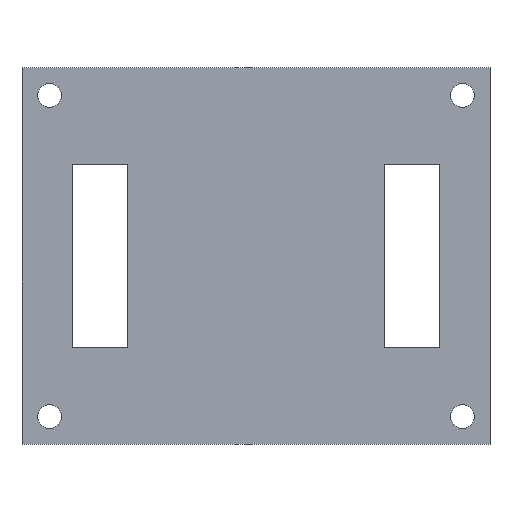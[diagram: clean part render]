
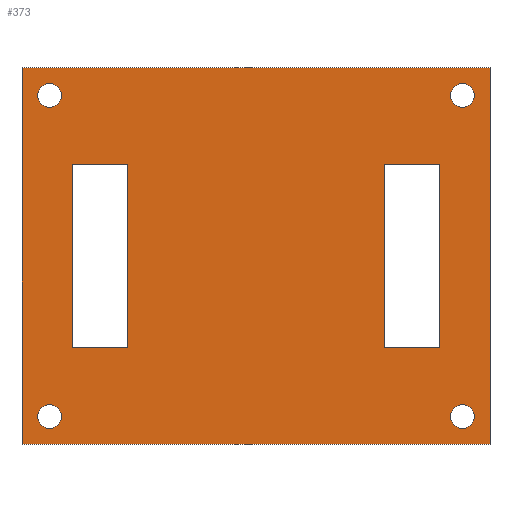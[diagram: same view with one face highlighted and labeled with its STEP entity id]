
A CAD part, top view. The second image highlights one B-rep face of the part: STEP entity #373.
In plain terms, the highlighted planar face has unit normal (0, 0, 1).
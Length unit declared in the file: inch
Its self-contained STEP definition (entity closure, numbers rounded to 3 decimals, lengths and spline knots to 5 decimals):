
#15=FACE_BOUND('',#74,.T.);
#16=FACE_BOUND('',#75,.T.);
#17=FACE_BOUND('',#76,.T.);
#18=FACE_BOUND('',#77,.T.);
#19=FACE_BOUND('',#78,.T.);
#20=FACE_BOUND('',#79,.T.);
#27=CIRCLE('',#398,0.065);
#29=CIRCLE('',#401,0.065);
#31=CIRCLE('',#404,0.065);
#33=CIRCLE('',#407,0.065);
#55=FACE_OUTER_BOUND('',#73,.T.);
#73=EDGE_LOOP('',(#311,#312,#313,#314));
#74=EDGE_LOOP('',(#315));
#75=EDGE_LOOP('',(#316));
#76=EDGE_LOOP('',(#317));
#77=EDGE_LOOP('',(#318));
#78=EDGE_LOOP('',(#319,#320,#321,#322));
#79=EDGE_LOOP('',(#323,#324,#325,#326));
#89=LINE('',#517,#129);
#92=LINE('',#523,#132);
#95=LINE('',#529,#135);
#98=LINE('',#533,#138);
#101=LINE('',#541,#141);
#104=LINE('',#547,#144);
#107=LINE('',#553,#147);
#110=LINE('',#557,#150);
#117=LINE('',#589,#157);
#120=LINE('',#595,#160);
#123=LINE('',#601,#163);
#126=LINE('',#605,#166);
#129=VECTOR('',#421,0.3937);
#132=VECTOR('',#426,0.3937);
#135=VECTOR('',#431,0.3937);
#138=VECTOR('',#436,0.3937);
#141=VECTOR('',#441,0.3937);
#144=VECTOR('',#446,0.3937);
#147=VECTOR('',#451,0.3937);
#150=VECTOR('',#456,0.3937);
#157=VECTOR('',#489,0.3937);
#160=VECTOR('',#494,0.3937);
#163=VECTOR('',#499,0.3937);
#166=VECTOR('',#504,0.3937);
#169=VERTEX_POINT('',#514);
#170=VERTEX_POINT('',#516);
#172=VERTEX_POINT('',#522);
#174=VERTEX_POINT('',#528);
#177=VERTEX_POINT('',#538);
#178=VERTEX_POINT('',#540);
#180=VERTEX_POINT('',#546);
#182=VERTEX_POINT('',#552);
#183=VERTEX_POINT('',#559);
#185=VERTEX_POINT('',#565);
#187=VERTEX_POINT('',#571);
#189=VERTEX_POINT('',#577);
#193=VERTEX_POINT('',#586);
#194=VERTEX_POINT('',#588);
#196=VERTEX_POINT('',#594);
#198=VERTEX_POINT('',#600);
#201=EDGE_CURVE('',#170,#169,#89,.T.);
#204=EDGE_CURVE('',#172,#170,#92,.T.);
#207=EDGE_CURVE('',#174,#172,#95,.T.);
#210=EDGE_CURVE('',#169,#174,#98,.T.);
#213=EDGE_CURVE('',#178,#177,#101,.T.);
#216=EDGE_CURVE('',#180,#178,#104,.T.);
#219=EDGE_CURVE('',#182,#180,#107,.T.);
#222=EDGE_CURVE('',#177,#182,#110,.T.);
#223=EDGE_CURVE('',#183,#183,#27,.T.);
#226=EDGE_CURVE('',#185,#185,#29,.T.);
#229=EDGE_CURVE('',#187,#187,#31,.T.);
#232=EDGE_CURVE('',#189,#189,#33,.T.);
#237=EDGE_CURVE('',#194,#193,#117,.T.);
#240=EDGE_CURVE('',#196,#194,#120,.T.);
#243=EDGE_CURVE('',#198,#196,#123,.T.);
#246=EDGE_CURVE('',#193,#198,#126,.T.);
#311=ORIENTED_EDGE('',*,*,#246,.T.);
#312=ORIENTED_EDGE('',*,*,#243,.T.);
#313=ORIENTED_EDGE('',*,*,#240,.T.);
#314=ORIENTED_EDGE('',*,*,#237,.T.);
#315=ORIENTED_EDGE('',*,*,#232,.T.);
#316=ORIENTED_EDGE('',*,*,#229,.T.);
#317=ORIENTED_EDGE('',*,*,#226,.T.);
#318=ORIENTED_EDGE('',*,*,#223,.T.);
#319=ORIENTED_EDGE('',*,*,#222,.T.);
#320=ORIENTED_EDGE('',*,*,#219,.T.);
#321=ORIENTED_EDGE('',*,*,#216,.T.);
#322=ORIENTED_EDGE('',*,*,#213,.T.);
#323=ORIENTED_EDGE('',*,*,#210,.T.);
#324=ORIENTED_EDGE('',*,*,#207,.T.);
#325=ORIENTED_EDGE('',*,*,#204,.T.);
#326=ORIENTED_EDGE('',*,*,#201,.T.);
#355=PLANE('',#413);
#373=ADVANCED_FACE('',(#55,#15,#16,#17,#18,#19,#20),#355,.T.);
#398=AXIS2_PLACEMENT_3D('',#560,#459,#460);
#401=AXIS2_PLACEMENT_3D('',#566,#466,#467);
#404=AXIS2_PLACEMENT_3D('',#572,#473,#474);
#407=AXIS2_PLACEMENT_3D('',#578,#480,#481);
#413=AXIS2_PLACEMENT_3D('',#606,#505,#506);
#421=DIRECTION('',(1.,0.,0.));
#426=DIRECTION('',(0.,1.,0.));
#431=DIRECTION('',(-1.,0.,0.));
#436=DIRECTION('',(0.,-1.,0.));
#441=DIRECTION('',(0.,-1.,0.));
#446=DIRECTION('',(1.,0.,0.));
#451=DIRECTION('',(0.,1.,0.));
#456=DIRECTION('',(-1.,0.,0.));
#459=DIRECTION('center_axis',(0.,0.,-1.));
#460=DIRECTION('ref_axis',(1.,0.,0.));
#466=DIRECTION('center_axis',(0.,0.,-1.));
#467=DIRECTION('ref_axis',(1.,0.,0.));
#473=DIRECTION('center_axis',(0.,0.,-1.));
#474=DIRECTION('ref_axis',(1.,0.,0.));
#480=DIRECTION('center_axis',(0.,0.,-1.));
#481=DIRECTION('ref_axis',(1.,0.,0.));
#489=DIRECTION('',(1.,0.,0.));
#494=DIRECTION('',(0.,-1.,0.));
#499=DIRECTION('',(-1.,0.,0.));
#504=DIRECTION('',(0.,1.,0.));
#505=DIRECTION('center_axis',(0.,0.,1.));
#506=DIRECTION('ref_axis',(1.,0.,0.));
#514=CARTESIAN_POINT('',(-0.7,0.5,0.1));
#516=CARTESIAN_POINT('',(-1.,0.5,0.1));
#517=CARTESIAN_POINT('',(-0.7,0.5,0.1));
#522=CARTESIAN_POINT('',(-1.,-0.5,0.1));
#523=CARTESIAN_POINT('',(-1.,0.5,0.1));
#528=CARTESIAN_POINT('',(-0.7,-0.5,0.1));
#529=CARTESIAN_POINT('',(-1.,-0.5,0.1));
#533=CARTESIAN_POINT('',(-0.7,-0.5,0.1));
#538=CARTESIAN_POINT('',(1.,-0.5,0.1));
#540=CARTESIAN_POINT('',(1.,0.5,0.1));
#541=CARTESIAN_POINT('',(1.,0.5,0.1));
#546=CARTESIAN_POINT('',(0.7,0.5,0.1));
#547=CARTESIAN_POINT('',(0.7,0.5,0.1));
#552=CARTESIAN_POINT('',(0.7,-0.5,0.1));
#553=CARTESIAN_POINT('',(0.7,-0.5,0.1));
#557=CARTESIAN_POINT('',(1.,-0.5,0.1));
#559=CARTESIAN_POINT('',(1.06,-0.875,0.1));
#560=CARTESIAN_POINT('Origin',(1.125,-0.875,0.1));
#565=CARTESIAN_POINT('',(1.06,0.875,0.1));
#566=CARTESIAN_POINT('Origin',(1.125,0.875,0.1));
#571=CARTESIAN_POINT('',(-1.19,-0.875,0.1));
#572=CARTESIAN_POINT('Origin',(-1.125,-0.875,0.1));
#577=CARTESIAN_POINT('',(-1.19,0.875,0.1));
#578=CARTESIAN_POINT('Origin',(-1.125,0.875,0.1));
#586=CARTESIAN_POINT('',(1.275,-1.025,0.1));
#588=CARTESIAN_POINT('',(-1.275,-1.025,0.1));
#589=CARTESIAN_POINT('',(-1.275,-1.025,0.1));
#594=CARTESIAN_POINT('',(-1.275,1.025,0.1));
#595=CARTESIAN_POINT('',(-1.275,1.025,0.1));
#600=CARTESIAN_POINT('',(1.275,1.025,0.1));
#601=CARTESIAN_POINT('',(1.275,1.025,0.1));
#605=CARTESIAN_POINT('',(1.275,-1.025,0.1));
#606=CARTESIAN_POINT('Origin',(0.,0.,
0.1));
